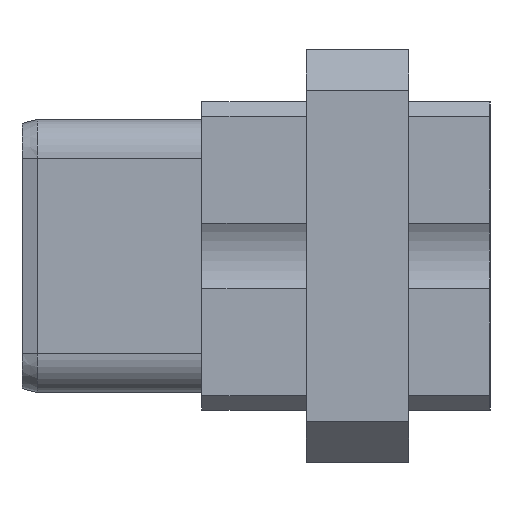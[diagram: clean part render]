
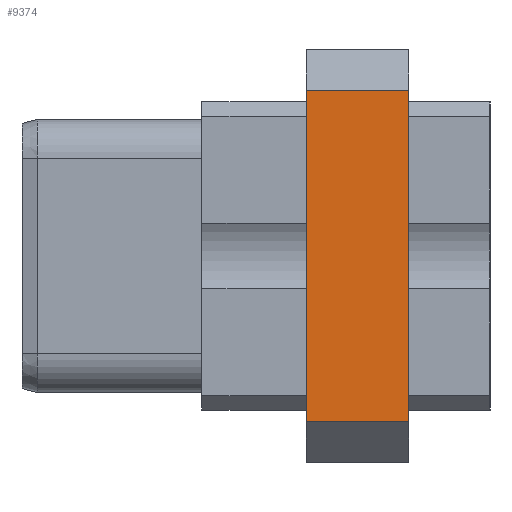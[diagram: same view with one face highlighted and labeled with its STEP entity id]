
A CAD part, left-side view. The second image highlights one B-rep face of the part: STEP entity #9374.
In plain terms, the highlighted planar face has unit normal (-1, 0, 0).
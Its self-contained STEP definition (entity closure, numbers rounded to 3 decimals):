
#295=DIRECTION('',(0.,0.,1.));
#296=VECTOR('',#295,16.302);
#297=CARTESIAN_POINT('',(-28.726,-10.156,-8.151));
#298=LINE('',#297,#296);
#487=DIRECTION('',(0.,1.,0.));
#488=VECTOR('',#487,5.032);
#489=CARTESIAN_POINT('',(-28.726,-10.156,8.151));
#490=LINE('',#489,#488);
#491=DIRECTION('',(0.,0.,1.));
#492=VECTOR('',#491,16.302);
#493=CARTESIAN_POINT('',(-28.726,-5.124,-8.151));
#494=LINE('',#493,#492);
#495=DIRECTION('',(0.,-1.,0.));
#496=VECTOR('',#495,5.032);
#497=CARTESIAN_POINT('',(-28.726,-5.124,-8.151));
#498=LINE('',#497,#496);
#7538=CARTESIAN_POINT('',(-28.726,-5.124,8.151));
#7540=VERTEX_POINT('',#7538);
#7543=CARTESIAN_POINT('',(-28.726,-5.124,-8.151));
#7545=VERTEX_POINT('',#7543);
#7554=CARTESIAN_POINT('',(-28.726,-10.156,8.151));
#7556=VERTEX_POINT('',#7554);
#7559=CARTESIAN_POINT('',(-28.726,-10.156,-8.151));
#7561=VERTEX_POINT('',#7559);
#9361=CARTESIAN_POINT('',(-28.726,-5.65,-10.14));
#9362=DIRECTION('',(-1.,0.,0.));
#9363=DIRECTION('',(0.,0.,1.));
#9364=AXIS2_PLACEMENT_3D('',#9361,#9362,#9363);
#9365=PLANE('',#9364);
#9366=ORIENTED_EDGE('',*,*,#9185,.F.);
#9368=ORIENTED_EDGE('',*,*,#9367,.F.);
#9370=ORIENTED_EDGE('',*,*,#9369,.T.);
#9371=ORIENTED_EDGE('',*,*,#9354,.F.);
#9372=EDGE_LOOP('',(#9366,#9368,#9370,#9371));
#9373=FACE_OUTER_BOUND('',#9372,.F.);
#9374=ADVANCED_FACE('',(#9373),#9365,.T.);
#9185=EDGE_CURVE('',#7561,#7556,#298,.T.);
#9354=EDGE_CURVE('',#7556,#7540,#490,.T.);
#9367=EDGE_CURVE('',#7545,#7561,#498,.T.);
#9369=EDGE_CURVE('',#7545,#7540,#494,.T.);
